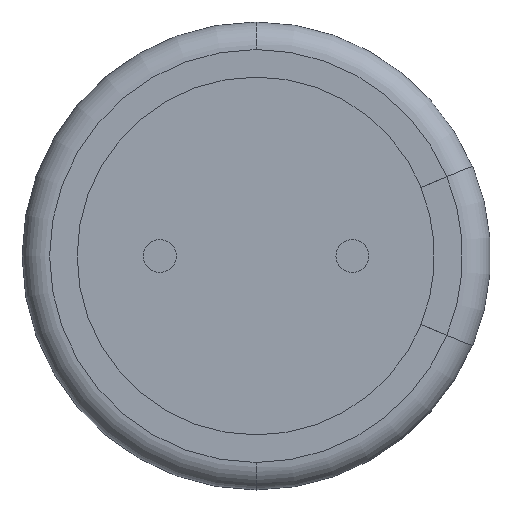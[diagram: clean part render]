
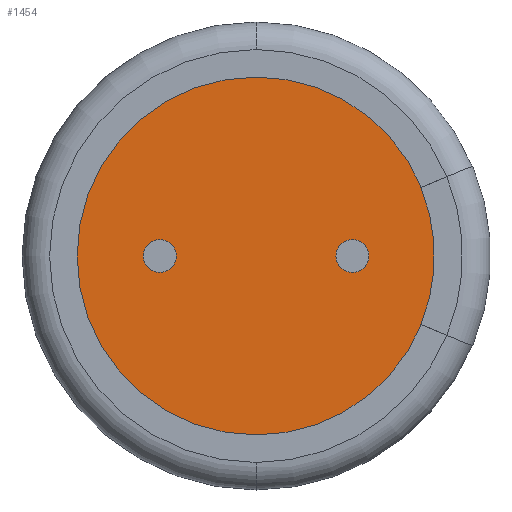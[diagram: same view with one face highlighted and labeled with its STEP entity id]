
A CAD part, front view. The second image highlights one B-rep face of the part: STEP entity #1454.
In plain terms, the highlighted planar face has unit normal (0, -1, 0).
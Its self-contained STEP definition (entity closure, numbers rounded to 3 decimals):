
#3 = VERTEX_POINT ( 'NONE', #396 ) ;
#7 = AXIS2_PLACEMENT_3D ( 'NONE', #1695, #655, #1868 ) ;
#43 = ORIENTED_EDGE ( 'NONE', *, *, #1238, .F. ) ;
#46 = CARTESIAN_POINT ( 'NONE',  ( 0., 0.3, 0. ) ) ;
#69 = AXIS2_PLACEMENT_3D ( 'NONE', #1813, #782, #1991 ) ;
#71 = DIRECTION ( 'NONE',  ( 0., 0., -1. ) ) ;
#103 = LINE ( 'NONE', #485, #1891 ) ;
#116 = CARTESIAN_POINT ( 'NONE',  ( 0., 0.3, -3.25 ) ) ;
#125 = VERTEX_POINT ( 'NONE', #1303 ) ;
#126 = CARTESIAN_POINT ( 'NONE',  ( 0., 0.3, 3.25 ) ) ;
#173 = ORIENTED_EDGE ( 'NONE', *, *, #702, .F. ) ;
#186 = AXIS2_PLACEMENT_3D ( 'NONE', #434, #1648, #606 ) ;
#214 = DIRECTION ( 'NONE',  ( 0., 0., -1. ) ) ;
#231 = EDGE_CURVE ( 'NONE', #1668, #1839, #1603, .T. ) ;
#260 = ORIENTED_EDGE ( 'NONE', *, *, #1708, .F. ) ;
#280 = DIRECTION ( 'NONE',  ( -0.924, 0., 0.383 ) ) ;
#306 = EDGE_CURVE ( 'NONE', #3, #1942, #1337, .T. ) ;
#370 = CARTESIAN_POINT ( 'NONE',  ( 2.993, 0.3, -1.244 ) ) ;
#396 = CARTESIAN_POINT ( 'NONE',  ( 3.001, 0.3, 1.247 ) ) ;
#416 = ORIENTED_EDGE ( 'NONE', *, *, #306, .T. ) ;
#434 = CARTESIAN_POINT ( 'NONE',  ( 0., 0.3, 0. ) ) ;
#485 = CARTESIAN_POINT ( 'NONE',  ( -0.001, 0.3, 0.004 ) ) ;
#540 = DIRECTION ( 'NONE',  ( 0., -1., 0. ) ) ;
#556 = PLANE ( 'NONE',  #1814 ) ;
#590 = CIRCLE ( 'NONE', #69, 0.3 ) ;
#606 = DIRECTION ( 'NONE',  ( 0., 0., -1. ) ) ;
#655 = DIRECTION ( 'NONE',  ( 0., -1., 0. ) ) ;
#665 = VERTEX_POINT ( 'NONE', #116 ) ;
#702 = EDGE_CURVE ( 'NONE', #1615, #2034, #1878, .T. ) ;
#711 = FACE_BOUND ( 'NONE', #1058, .T. ) ;
#750 = CIRCLE ( 'NONE', #1810, 0.3 ) ;
#765 = FACE_OUTER_BOUND ( 'NONE', #1413, .T. ) ;
#782 = DIRECTION ( 'NONE',  ( 0., -1., 0. ) ) ;
#827 = CARTESIAN_POINT ( 'NONE',  ( -1.75, 0.3, 0. ) ) ;
#828 = DIRECTION ( 'NONE',  ( 0., -1., 0. ) ) ;
#859 = VECTOR ( 'NONE', #280, 1000. ) ;
#866 = CARTESIAN_POINT ( 'NONE',  ( 1.75, 0.3, 0. ) ) ;
#874 = CIRCLE ( 'NONE', #1973, 3.25 ) ;
#995 = ORIENTED_EDGE ( 'NONE', *, *, #1908, .F. ) ;
#997 = DIRECTION ( 'NONE',  ( 0., 0., -1. ) ) ;
#1038 = DIRECTION ( 'NONE',  ( 0., 0., 1. ) ) ;
#1058 = EDGE_LOOP ( 'NONE', ( #995, #173 ) ) ;
#1059 = CARTESIAN_POINT ( 'NONE',  ( -1.75, 0.3, -0.3 ) ) ;
#1081 = AXIS2_PLACEMENT_3D ( 'NONE', #1578, #540, #1763 ) ;
#1113 = DIRECTION ( 'NONE',  ( 0., -1., 0. ) ) ;
#1164 = EDGE_CURVE ( 'NONE', #1647, #1697, #2160, .T. ) ;
#1183 = ORIENTED_EDGE ( 'NONE', *, *, #1663, .T. ) ;
#1187 = EDGE_LOOP ( 'NONE', ( #1607, #260 ) ) ;
#1238 = EDGE_CURVE ( 'NONE', #3, #1697, #103, .T. ) ;
#1253 = DIRECTION ( 'NONE',  ( 0., -1., 0. ) ) ;
#1303 = CARTESIAN_POINT ( 'NONE',  ( 3.001, 0.3, -1.247 ) ) ;
#1313 = LINE ( 'NONE', #1317, #859 ) ;
#1317 = CARTESIAN_POINT ( 'NONE',  ( -0.001, 0.3, -0.004 ) ) ;
#1337 = CIRCLE ( 'NONE', #1081, 3.25 ) ;
#1368 = ORIENTED_EDGE ( 'NONE', *, *, #1768, .T. ) ;
#1413 = EDGE_LOOP ( 'NONE', ( #43, #416, #1183, #1368, #2002, #1795 ) ) ;
#1454 = ADVANCED_FACE ( 'NONE', ( #765, #711, #2143 ), #556, .T. ) ;
#1578 = CARTESIAN_POINT ( 'NONE',  ( 0., 0.3, 0. ) ) ;
#1603 = CIRCLE ( 'NONE', #1705, 0.3 ) ;
#1607 = ORIENTED_EDGE ( 'NONE', *, *, #231, .F. ) ;
#1615 = VERTEX_POINT ( 'NONE', #1059 ) ;
#1628 = CARTESIAN_POINT ( 'NONE',  ( 2.993, 0.3, 1.244 ) ) ;
#1647 = VERTEX_POINT ( 'NONE', #370 ) ;
#1648 = DIRECTION ( 'NONE',  ( 0., -1., 0. ) ) ;
#1663 = EDGE_CURVE ( 'NONE', #1942, #665, #874, .T. ) ;
#1668 = VERTEX_POINT ( 'NONE', #1975 ) ;
#1695 = CARTESIAN_POINT ( 'NONE',  ( -0.01, 0.3, 0. ) ) ;
#1697 = VERTEX_POINT ( 'NONE', #1628 ) ;
#1705 = AXIS2_PLACEMENT_3D ( 'NONE', #866, #2069, #1038 ) ;
#1708 = EDGE_CURVE ( 'NONE', #1839, #1668, #590, .T. ) ;
#1731 = CARTESIAN_POINT ( 'NONE',  ( -1.75, 0.3, 0.3 ) ) ;
#1763 = DIRECTION ( 'NONE',  ( 0., 0., -1. ) ) ;
#1768 = EDGE_CURVE ( 'NONE', #665, #125, #1926, .T. ) ;
#1795 = ORIENTED_EDGE ( 'NONE', *, *, #1164, .T. ) ;
#1810 = AXIS2_PLACEMENT_3D ( 'NONE', #1859, #828, #2032 ) ;
#1813 = CARTESIAN_POINT ( 'NONE',  ( 1.75, 0.3, 0. ) ) ;
#1814 = AXIS2_PLACEMENT_3D ( 'NONE', #46, #1253, #214 ) ;
#1816 = EDGE_CURVE ( 'NONE', #125, #1647, #1313, .T. ) ;
#1839 = VERTEX_POINT ( 'NONE', #2021 ) ;
#1859 = CARTESIAN_POINT ( 'NONE',  ( -1.75, 0.3, 0. ) ) ;
#1868 = DIRECTION ( 'NONE',  ( 0., 0., -1. ) ) ;
#1878 = CIRCLE ( 'NONE', #2159, 0.3 ) ;
#1891 = VECTOR ( 'NONE', #2048, 1000. ) ;
#1908 = EDGE_CURVE ( 'NONE', #2034, #1615, #750, .T. ) ;
#1926 = CIRCLE ( 'NONE', #186, 3.25 ) ;
#1942 = VERTEX_POINT ( 'NONE', #126 ) ;
#1973 = AXIS2_PLACEMENT_3D ( 'NONE', #2147, #1113, #71 ) ;
#1975 = CARTESIAN_POINT ( 'NONE',  ( 1.75, 0.3, 0.3 ) ) ;
#1991 = DIRECTION ( 'NONE',  ( 0., 0., 1. ) ) ;
#2002 = ORIENTED_EDGE ( 'NONE', *, *, #1816, .T. ) ;
#2021 = CARTESIAN_POINT ( 'NONE',  ( 1.75, 0.3, -0.3 ) ) ;
#2031 = DIRECTION ( 'NONE',  ( 0., -1., 0. ) ) ;
#2032 = DIRECTION ( 'NONE',  ( 0., 0., -1. ) ) ;
#2034 = VERTEX_POINT ( 'NONE', #1731 ) ;
#2048 = DIRECTION ( 'NONE',  ( -0.924, 0., -0.383 ) ) ;
#2069 = DIRECTION ( 'NONE',  ( 0., -1., 0. ) ) ;
#2143 = FACE_BOUND ( 'NONE', #1187, .T. ) ;
#2147 = CARTESIAN_POINT ( 'NONE',  ( 0., 0.3, 0. ) ) ;
#2159 = AXIS2_PLACEMENT_3D ( 'NONE', #827, #2031, #997 ) ;
#2160 = CIRCLE ( 'NONE', #7, 3.25 ) ;
